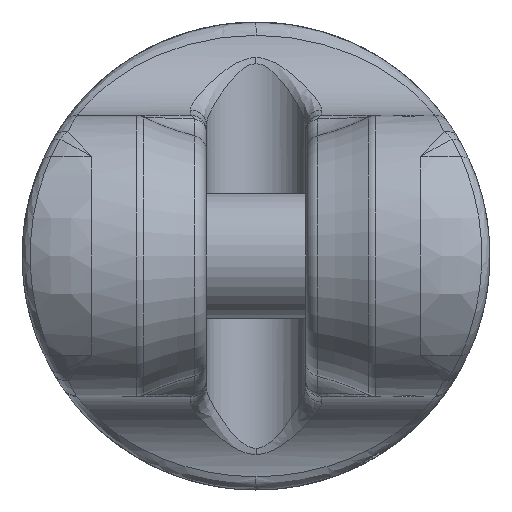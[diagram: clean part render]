
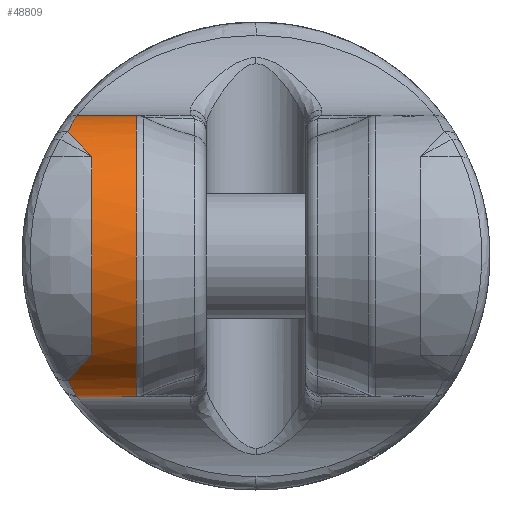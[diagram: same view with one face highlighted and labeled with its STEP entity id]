
A CAD part, front view. The second image highlights one B-rep face of the part: STEP entity #48809.
In plain terms, the highlighted cylindrical face has radius 44.5 mm (diameter 89 mm), a partial arc.
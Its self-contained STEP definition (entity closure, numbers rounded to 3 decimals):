
#36112=DIRECTION('',(-1.,0.,0.));
#36113=VECTOR('',#36112,18.71);
#36114=CARTESIAN_POINT('',(-37.865,0.,
-44.5));
#36115=LINE('',#36114,#36113);
#36569=DIRECTION('',(-1.,0.,0.));
#36570=VECTOR('',#36569,18.71);
#36571=CARTESIAN_POINT('',(-37.865,0.,
44.5));
#36572=LINE('',#36571,#36570);
#36622=CARTESIAN_POINT('',(-59.476,20.672,
39.407));
#36623=CARTESIAN_POINT('',(-59.296,20.015,
39.752));
#36624=CARTESIAN_POINT('',(-58.946,18.677,
40.412));
#36625=CARTESIAN_POINT('',(-58.457,16.619,
41.301));
#36626=CARTESIAN_POINT('',(-58.001,14.453,
42.109));
#36627=CARTESIAN_POINT('',(-57.6,12.249,
42.802));
#36628=CARTESIAN_POINT('',(-57.258,10.013,
43.38));
#36629=CARTESIAN_POINT('',(-56.974,7.704,
43.85));
#36630=CARTESIAN_POINT('',(-56.756,5.293,
44.207));
#36631=CARTESIAN_POINT('',(-56.612,2.75,
44.441));
#36632=CARTESIAN_POINT('',(-56.575,0.934,
44.5));
#36633=CARTESIAN_POINT('',(-56.575,0.,
44.5));
#36635=CARTESIAN_POINT('',(-59.476,20.672,
39.407));
#36636=CARTESIAN_POINT('',(-59.103,21.505,
38.97));
#36637=CARTESIAN_POINT('',(-58.249,23.23,
37.997));
#36638=CARTESIAN_POINT('',(-56.606,25.934,
36.214));
#36639=CARTESIAN_POINT('',(-54.549,28.718,
34.058));
#36640=CARTESIAN_POINT('',(-52.899,30.559,
32.374));
#36641=CARTESIAN_POINT('',(-52.,31.466,31.466));
#36643=CARTESIAN_POINT('',(-52.,31.466,-31.466));
#36644=CARTESIAN_POINT('',(-52.75,30.709,
-32.224));
#36645=CARTESIAN_POINT('',(-54.135,29.187,
-33.635));
#36646=CARTESIAN_POINT('',(-55.868,26.963,
-35.437));
#36647=CARTESIAN_POINT('',(-57.326,24.781,
-36.992));
#36648=CARTESIAN_POINT('',(-58.529,22.674,
-38.315));
#36649=CARTESIAN_POINT('',(-59.183,21.326,
-39.064));
#36650=CARTESIAN_POINT('',(-59.476,20.672,
-39.407));
#36652=CARTESIAN_POINT('',(-56.575,0.,
-44.5));
#36653=CARTESIAN_POINT('',(-56.575,0.933,
-44.5));
#36654=CARTESIAN_POINT('',(-56.612,2.747,
-44.441));
#36655=CARTESIAN_POINT('',(-56.756,5.288,
-44.208));
#36656=CARTESIAN_POINT('',(-56.974,7.699,
-43.851));
#36657=CARTESIAN_POINT('',(-57.257,10.007,
-43.381));
#36658=CARTESIAN_POINT('',(-57.599,12.245,
-42.803));
#36659=CARTESIAN_POINT('',(-58.001,14.451,
-42.11));
#36660=CARTESIAN_POINT('',(-58.457,16.617,
-41.302));
#36661=CARTESIAN_POINT('',(-58.945,18.674,
-40.413));
#36662=CARTESIAN_POINT('',(-59.296,20.014,
-39.753));
#36663=CARTESIAN_POINT('',(-59.476,20.672,
-39.407));
#36665=CARTESIAN_POINT('',(-37.865,0.,0.));
#36666=DIRECTION('',(1.,0.,0.));
#36667=DIRECTION('',(0.,0.,-1.));
#36668=AXIS2_PLACEMENT_3D('',#36665,#36666,#36667);
#36720=CARTESIAN_POINT('',(-52.,0.,0.));
#36721=DIRECTION('',(-1.,0.,0.));
#36722=DIRECTION('',(0.,0.707,0.707));
#36723=AXIS2_PLACEMENT_3D('',#36720,#36721,#36722);
#36748=CARTESIAN_POINT('',(-59.476,20.672,
-39.407));
#39647=CARTESIAN_POINT('',(-37.865,0.,
-44.5));
#39648=CARTESIAN_POINT('',(-37.865,0.,
44.5));
#39649=VERTEX_POINT('',#39647);
#39650=VERTEX_POINT('',#39648);
#39655=CARTESIAN_POINT('',(-52.,31.466,31.466));
#39656=CARTESIAN_POINT('',(-52.,31.466,-31.466));
#39657=VERTEX_POINT('',#39655);
#39658=VERTEX_POINT('',#39656);
#39703=CARTESIAN_POINT('',(-56.575,0.,
44.5));
#39704=VERTEX_POINT('',#39703);
#39706=VERTEX_POINT('',#36622);
#39716=VERTEX_POINT('',#36748);
#39718=VERTEX_POINT('',#36652);
#48791=CARTESIAN_POINT('',(0.,0.,0.));
#48792=DIRECTION('',(-1.,0.,0.));
#48793=DIRECTION('',(0.,0.,1.));
#48794=AXIS2_PLACEMENT_3D('',#48791,#48792,#48793);
#48795=CYLINDRICAL_SURFACE('',#48794,44.5);
#48796=ORIENTED_EDGE('',*,*,#47763,.F.);
#48798=ORIENTED_EDGE('',*,*,#48797,.T.);
#48800=ORIENTED_EDGE('',*,*,#48799,.T.);
#48802=ORIENTED_EDGE('',*,*,#48801,.T.);
#48803=ORIENTED_EDGE('',*,*,#48071,.F.);
#48804=ORIENTED_EDGE('',*,*,#48099,.F.);
#48805=ORIENTED_EDGE('',*,*,#48781,.T.);
#48806=ORIENTED_EDGE('',*,*,#48648,.T.);
#48807=EDGE_LOOP('',(#48796,#48798,#48800,#48802,#48803,#48804,#48805,#48806));
#48808=FACE_OUTER_BOUND('',#48807,.F.);
#48809=ADVANCED_FACE('',(#48808),#48795,.T.);
#36634=B_SPLINE_CURVE_WITH_KNOTS('',3,(#36622,#36623,#36624,#36625,#36626,
#36627,#36628,#36629,#36630,#36631,#36632,#36633),.UNSPECIFIED.,.F.,.F.,(4,1,1,
1,1,1,1,1,1,4),(0.,0.111,0.222,0.333,
0.444,0.556,0.667,0.778,
0.889,1.),.UNSPECIFIED.);
#36642=B_SPLINE_CURVE_WITH_KNOTS('',3,(#36635,#36636,#36637,#36638,#36639,
#36640,#36641),.UNSPECIFIED.,.F.,.F.,(4,1,1,1,4),(0.,0.25,0.5,0.75,
1.),.UNSPECIFIED.);
#36651=B_SPLINE_CURVE_WITH_KNOTS('',3,(#36643,#36644,#36645,#36646,#36647,
#36648,#36649,#36650),.UNSPECIFIED.,.F.,.F.,(4,1,1,1,1,4),(0.,0.2,0.4,
0.6,0.8,1.),.UNSPECIFIED.);
#36664=B_SPLINE_CURVE_WITH_KNOTS('',3,(#36652,#36653,#36654,#36655,#36656,
#36657,#36658,#36659,#36660,#36661,#36662,#36663),.UNSPECIFIED.,.F.,.F.,(4,1,1,
1,1,1,1,1,1,4),(0.,0.111,0.222,0.333,
0.444,0.556,0.667,0.778,
0.889,1.),.UNSPECIFIED.);
#36669=CIRCLE('',#36668,44.5);
#36724=CIRCLE('',#36723,44.5);
#47763=EDGE_CURVE('',#39706,#39704,#36634,.T.);
#48071=EDGE_CURVE('',#39718,#39716,#36664,.T.);
#48099=EDGE_CURVE('',#39649,#39718,#36115,.T.);
#48648=EDGE_CURVE('',#39650,#39704,#36572,.T.);
#48781=EDGE_CURVE('',#39649,#39650,#36669,.T.);
#48797=EDGE_CURVE('',#39706,#39657,#36642,.T.);
#48799=EDGE_CURVE('',#39657,#39658,#36724,.T.);
#48801=EDGE_CURVE('',#39658,#39716,#36651,.T.);
